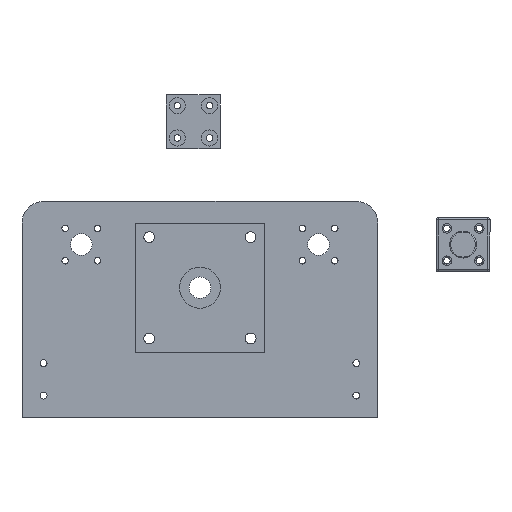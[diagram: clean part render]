
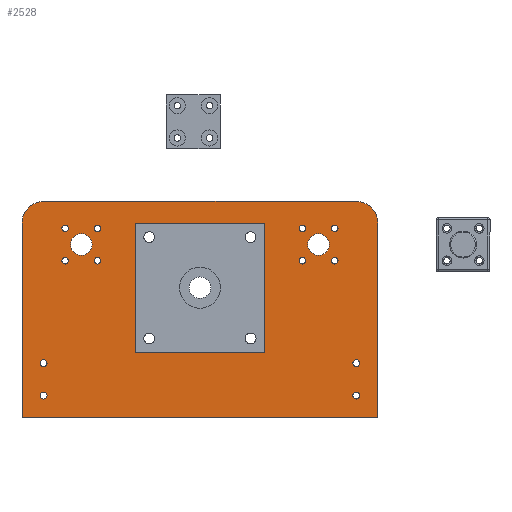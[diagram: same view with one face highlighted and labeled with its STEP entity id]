
A CAD part, front view. The second image highlights one B-rep face of the part: STEP entity #2528.
In plain terms, the highlighted planar face has unit normal (0, -1, 0).
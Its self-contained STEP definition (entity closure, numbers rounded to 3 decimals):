
#170=FACE_BOUND('',#583,.T.);
#171=FACE_BOUND('',#584,.T.);
#172=FACE_BOUND('',#585,.T.);
#173=FACE_BOUND('',#586,.T.);
#174=FACE_BOUND('',#587,.T.);
#175=FACE_BOUND('',#588,.T.);
#176=FACE_BOUND('',#589,.T.);
#177=FACE_BOUND('',#590,.T.);
#178=FACE_BOUND('',#591,.T.);
#179=FACE_BOUND('',#592,.T.);
#180=FACE_BOUND('',#593,.T.);
#181=FACE_BOUND('',#594,.T.);
#182=FACE_BOUND('',#595,.T.);
#183=FACE_BOUND('',#596,.T.);
#184=FACE_BOUND('',#597,.T.);
#185=FACE_BOUND('',#598,.T.);
#186=FACE_BOUND('',#599,.T.);
#187=FACE_BOUND('',#600,.T.);
#188=FACE_BOUND('',#601,.T.);
#239=PLANE('',#2846);
#378=FACE_OUTER_BOUND('',#582,.T.);
#582=EDGE_LOOP('',(#2227,#2228,#2229,#2230,#2231,#2232));
#583=EDGE_LOOP('',(#2233));
#584=EDGE_LOOP('',(#2234));
#585=EDGE_LOOP('',(#2235));
#586=EDGE_LOOP('',(#2236));
#587=EDGE_LOOP('',(#2237));
#588=EDGE_LOOP('',(#2238));
#589=EDGE_LOOP('',(#2239));
#590=EDGE_LOOP('',(#2240));
#591=EDGE_LOOP('',(#2241));
#592=EDGE_LOOP('',(#2242));
#593=EDGE_LOOP('',(#2243));
#594=EDGE_LOOP('',(#2244));
#595=EDGE_LOOP('',(#2245));
#596=EDGE_LOOP('',(#2246));
#597=EDGE_LOOP('',(#2247));
#598=EDGE_LOOP('',(#2248));
#599=EDGE_LOOP('',(#2249));
#600=EDGE_LOOP('',(#2250));
#601=EDGE_LOOP('',(#2251));
#752=LINE('',#5502,#908);
#758=LINE('',#5519,#914);
#760=LINE('',#5522,#916);
#761=LINE('',#5524,#917);
#908=VECTOR('',#3497,10.);
#914=VECTOR('',#3513,10.);
#916=VECTOR('',#3517,10.);
#917=VECTOR('',#3520,10.);
#1013=CIRCLE('',#2779,1.5);
#1015=CIRCLE('',#2782,1.5);
#1017=CIRCLE('',#2785,2.5);
#1019=CIRCLE('',#2788,1.6);
#1021=CIRCLE('',#2791,5.);
#1023=CIRCLE('',#2794,1.6);
#1025=CIRCLE('',#2797,2.5);
#1027=CIRCLE('',#2800,1.5);
#1029=CIRCLE('',#2803,1.5);
#1031=CIRCLE('',#2806,1.5);
#1033=CIRCLE('',#2809,1.5);
#1035=CIRCLE('',#2812,2.5);
#1037=CIRCLE('',#2815,1.6);
#1039=CIRCLE('',#2818,20.);
#1041=CIRCLE('',#2821,5.);
#1043=CIRCLE('',#2824,1.6);
#1045=CIRCLE('',#2827,2.5);
#1047=CIRCLE('',#2830,1.5);
#1049=CIRCLE('',#2833,1.5);
#1052=CIRCLE('',#2837,10.);
#1054=CIRCLE('',#2842,10.);
#1218=VERTEX_POINT('',#5375);
#1220=VERTEX_POINT('',#5381);
#1222=VERTEX_POINT('',#5387);
#1224=VERTEX_POINT('',#5393);
#1226=VERTEX_POINT('',#5399);
#1228=VERTEX_POINT('',#5405);
#1230=VERTEX_POINT('',#5411);
#1232=VERTEX_POINT('',#5417);
#1234=VERTEX_POINT('',#5423);
#1236=VERTEX_POINT('',#5429);
#1238=VERTEX_POINT('',#5435);
#1240=VERTEX_POINT('',#5441);
#1242=VERTEX_POINT('',#5447);
#1244=VERTEX_POINT('',#5453);
#1246=VERTEX_POINT('',#5459);
#1248=VERTEX_POINT('',#5465);
#1250=VERTEX_POINT('',#5471);
#1252=VERTEX_POINT('',#5477);
#1254=VERTEX_POINT('',#5483);
#1258=VERTEX_POINT('',#5492);
#1259=VERTEX_POINT('',#5494);
#1261=VERTEX_POINT('',#5500);
#1265=VERTEX_POINT('',#5512);
#1266=VERTEX_POINT('',#5514);
#1267=VERTEX_POINT('',#5518);
#1524=EDGE_CURVE('',#1218,#1218,#1013,.T.);
#1527=EDGE_CURVE('',#1220,#1220,#1015,.T.);
#1530=EDGE_CURVE('',#1222,#1222,#1017,.T.);
#1533=EDGE_CURVE('',#1224,#1224,#1019,.T.);
#1536=EDGE_CURVE('',#1226,#1226,#1021,.T.);
#1539=EDGE_CURVE('',#1228,#1228,#1023,.T.);
#1542=EDGE_CURVE('',#1230,#1230,#1025,.T.);
#1545=EDGE_CURVE('',#1232,#1232,#1027,.T.);
#1548=EDGE_CURVE('',#1234,#1234,#1029,.T.);
#1551=EDGE_CURVE('',#1236,#1236,#1031,.T.);
#1554=EDGE_CURVE('',#1238,#1238,#1033,.T.);
#1557=EDGE_CURVE('',#1240,#1240,#1035,.T.);
#1560=EDGE_CURVE('',#1242,#1242,#1037,.T.);
#1563=EDGE_CURVE('',#1244,#1244,#1039,.T.);
#1566=EDGE_CURVE('',#1246,#1246,#1041,.T.);
#1569=EDGE_CURVE('',#1248,#1248,#1043,.T.);
#1572=EDGE_CURVE('',#1250,#1250,#1045,.T.);
#1575=EDGE_CURVE('',#1252,#1252,#1047,.T.);
#1578=EDGE_CURVE('',#1254,#1254,#1049,.T.);
#1583=EDGE_CURVE('',#1258,#1259,#1052,.T.);
#1587=EDGE_CURVE('',#1261,#1258,#752,.T.);
#1593=EDGE_CURVE('',#1265,#1266,#1054,.T.);
#1595=EDGE_CURVE('',#1266,#1267,#758,.T.);
#1597=EDGE_CURVE('',#1259,#1265,#760,.T.);
#1598=EDGE_CURVE('',#1267,#1261,#761,.T.);
#2227=ORIENTED_EDGE('',*,*,#1583,.F.);
#2228=ORIENTED_EDGE('',*,*,#1587,.F.);
#2229=ORIENTED_EDGE('',*,*,#1598,.F.);
#2230=ORIENTED_EDGE('',*,*,#1595,.F.);
#2231=ORIENTED_EDGE('',*,*,#1593,.F.);
#2232=ORIENTED_EDGE('',*,*,#1597,.F.);
#2233=ORIENTED_EDGE('',*,*,#1524,.T.);
#2234=ORIENTED_EDGE('',*,*,#1527,.T.);
#2235=ORIENTED_EDGE('',*,*,#1530,.T.);
#2236=ORIENTED_EDGE('',*,*,#1533,.T.);
#2237=ORIENTED_EDGE('',*,*,#1536,.T.);
#2238=ORIENTED_EDGE('',*,*,#1539,.T.);
#2239=ORIENTED_EDGE('',*,*,#1542,.T.);
#2240=ORIENTED_EDGE('',*,*,#1545,.T.);
#2241=ORIENTED_EDGE('',*,*,#1548,.T.);
#2242=ORIENTED_EDGE('',*,*,#1551,.T.);
#2243=ORIENTED_EDGE('',*,*,#1554,.T.);
#2244=ORIENTED_EDGE('',*,*,#1557,.T.);
#2245=ORIENTED_EDGE('',*,*,#1560,.T.);
#2246=ORIENTED_EDGE('',*,*,#1563,.T.);
#2247=ORIENTED_EDGE('',*,*,#1566,.T.);
#2248=ORIENTED_EDGE('',*,*,#1569,.T.);
#2249=ORIENTED_EDGE('',*,*,#1572,.T.);
#2250=ORIENTED_EDGE('',*,*,#1575,.T.);
#2251=ORIENTED_EDGE('',*,*,#1578,.T.);
#2528=ADVANCED_FACE('',(#378,#170,#171,#172,#173,#174,#175,#176,#177,#178,
#179,#180,#181,#182,#183,#184,#185,#186,#187,#188),#239,.F.);
#2779=AXIS2_PLACEMENT_3D('',#5376,#3354,#3355);
#2782=AXIS2_PLACEMENT_3D('',#5382,#3361,#3362);
#2785=AXIS2_PLACEMENT_3D('',#5388,#3368,#3369);
#2788=AXIS2_PLACEMENT_3D('',#5394,#3375,#3376);
#2791=AXIS2_PLACEMENT_3D('',#5400,#3382,#3383);
#2794=AXIS2_PLACEMENT_3D('',#5406,#3389,#3390);
#2797=AXIS2_PLACEMENT_3D('',#5412,#3396,#3397);
#2800=AXIS2_PLACEMENT_3D('',#5418,#3403,#3404);
#2803=AXIS2_PLACEMENT_3D('',#5424,#3410,#3411);
#2806=AXIS2_PLACEMENT_3D('',#5430,#3417,#3418);
#2809=AXIS2_PLACEMENT_3D('',#5436,#3424,#3425);
#2812=AXIS2_PLACEMENT_3D('',#5442,#3431,#3432);
#2815=AXIS2_PLACEMENT_3D('',#5448,#3438,#3439);
#2818=AXIS2_PLACEMENT_3D('',#5454,#3445,#3446);
#2821=AXIS2_PLACEMENT_3D('',#5460,#3452,#3453);
#2824=AXIS2_PLACEMENT_3D('',#5466,#3459,#3460);
#2827=AXIS2_PLACEMENT_3D('',#5472,#3466,#3467);
#2830=AXIS2_PLACEMENT_3D('',#5478,#3473,#3474);
#2833=AXIS2_PLACEMENT_3D('',#5484,#3480,#3481);
#2837=AXIS2_PLACEMENT_3D('',#5495,#3490,#3491);
#2842=AXIS2_PLACEMENT_3D('',#5515,#3508,#3509);
#2846=AXIS2_PLACEMENT_3D('',#5525,#3521,#3522);
#3354=DIRECTION('center_axis',(0.,1.,0.));
#3355=DIRECTION('ref_axis',(1.,0.,0.));
#3361=DIRECTION('center_axis',(0.,1.,0.));
#3362=DIRECTION('ref_axis',(1.,0.,0.));
#3368=DIRECTION('center_axis',(0.,1.,0.));
#3369=DIRECTION('ref_axis',(1.,0.,0.));
#3375=DIRECTION('center_axis',(0.,1.,0.));
#3376=DIRECTION('ref_axis',(1.,0.,0.));
#3382=DIRECTION('center_axis',(0.,1.,0.));
#3383=DIRECTION('ref_axis',(1.,0.,0.));
#3389=DIRECTION('center_axis',(0.,1.,0.));
#3390=DIRECTION('ref_axis',(1.,0.,0.));
#3396=DIRECTION('center_axis',(0.,1.,0.));
#3397=DIRECTION('ref_axis',(1.,0.,0.));
#3403=DIRECTION('center_axis',(0.,1.,0.));
#3404=DIRECTION('ref_axis',(1.,0.,0.));
#3410=DIRECTION('center_axis',(0.,1.,0.));
#3411=DIRECTION('ref_axis',(1.,0.,0.));
#3417=DIRECTION('center_axis',(0.,1.,0.));
#3418=DIRECTION('ref_axis',(1.,0.,0.));
#3424=DIRECTION('center_axis',(0.,1.,0.));
#3425=DIRECTION('ref_axis',(1.,0.,0.));
#3431=DIRECTION('center_axis',(0.,1.,0.));
#3432=DIRECTION('ref_axis',(1.,0.,0.));
#3438=DIRECTION('center_axis',(0.,1.,0.));
#3439=DIRECTION('ref_axis',(1.,0.,0.));
#3445=DIRECTION('center_axis',(0.,1.,0.));
#3446=DIRECTION('ref_axis',(1.,0.,0.));
#3452=DIRECTION('center_axis',(0.,1.,0.));
#3453=DIRECTION('ref_axis',(1.,0.,0.));
#3459=DIRECTION('center_axis',(0.,1.,0.));
#3460=DIRECTION('ref_axis',(1.,0.,0.));
#3466=DIRECTION('center_axis',(0.,1.,0.));
#3467=DIRECTION('ref_axis',(1.,0.,0.));
#3473=DIRECTION('center_axis',(0.,1.,0.));
#3474=DIRECTION('ref_axis',(1.,0.,0.));
#3480=DIRECTION('center_axis',(0.,1.,0.));
#3481=DIRECTION('ref_axis',(1.,0.,0.));
#3490=DIRECTION('center_axis',(0.,1.,0.));
#3491=DIRECTION('ref_axis',(-0.707,0.,0.707));
#3497=DIRECTION('',(0.,0.,1.));
#3508=DIRECTION('center_axis',(0.,1.,0.));
#3509=DIRECTION('ref_axis',(0.707,0.,0.707));
#3513=DIRECTION('',(0.,0.,-1.));
#3517=DIRECTION('',(1.,0.,0.));
#3520=DIRECTION('',(-1.,0.,0.));
#3521=DIRECTION('center_axis',(0.,1.,0.));
#3522=DIRECTION('ref_axis',(1.,0.,0.));
#5375=CARTESIAN_POINT('',(46.,0.,37.5));
#5376=CARTESIAN_POINT('Origin',(47.5,0.,37.5));
#5381=CARTESIAN_POINT('',(-49.,0.,22.5));
#5382=CARTESIAN_POINT('Origin',(-47.5,0.,22.5));
#5387=CARTESIAN_POINT('',(-26.,0.,33.5));
#5388=CARTESIAN_POINT('Origin',(-23.5,0.,33.5));
#5393=CARTESIAN_POINT('',(70.9,0.,-40.));
#5394=CARTESIAN_POINT('Origin',(72.5,0.,-40.));
#5399=CARTESIAN_POINT('',(50.,0.,30.));
#5400=CARTESIAN_POINT('Origin',(55.,0.,30.));
#5405=CARTESIAN_POINT('',(70.9,0.,-25.));
#5406=CARTESIAN_POINT('Origin',(72.5,0.,-25.));
#5411=CARTESIAN_POINT('',(-26.,0.,-13.5));
#5412=CARTESIAN_POINT('Origin',(-23.5,0.,-13.5));
#5417=CARTESIAN_POINT('',(-64.,0.,22.5));
#5418=CARTESIAN_POINT('Origin',(-62.5,0.,22.5));
#5423=CARTESIAN_POINT('',(61.,0.,37.5));
#5424=CARTESIAN_POINT('Origin',(62.5,0.,37.5));
#5429=CARTESIAN_POINT('',(46.,0.,22.5));
#5430=CARTESIAN_POINT('Origin',(47.5,0.,22.5));
#5435=CARTESIAN_POINT('',(-49.,0.,37.5));
#5436=CARTESIAN_POINT('Origin',(-47.5,0.,37.5));
#5441=CARTESIAN_POINT('',(21.,0.,33.5));
#5442=CARTESIAN_POINT('Origin',(23.5,0.,33.5));
#5447=CARTESIAN_POINT('',(-74.1,0.,-40.));
#5448=CARTESIAN_POINT('Origin',(-72.5,0.,-40.));
#5453=CARTESIAN_POINT('',(-20.,0.,10.));
#5454=CARTESIAN_POINT('Origin',(0.,0.,10.));
#5459=CARTESIAN_POINT('',(-60.,0.,30.));
#5460=CARTESIAN_POINT('Origin',(-55.,0.,30.));
#5465=CARTESIAN_POINT('',(-74.1,0.,-25.));
#5466=CARTESIAN_POINT('Origin',(-72.5,0.,-25.));
#5471=CARTESIAN_POINT('',(21.,0.,-13.5));
#5472=CARTESIAN_POINT('Origin',(23.5,0.,-13.5));
#5477=CARTESIAN_POINT('',(-64.,0.,37.5));
#5478=CARTESIAN_POINT('Origin',(-62.5,0.,37.5));
#5483=CARTESIAN_POINT('',(61.,0.,22.5));
#5484=CARTESIAN_POINT('Origin',(62.5,0.,22.5));
#5492=CARTESIAN_POINT('',(-82.5,0.,40.));
#5494=CARTESIAN_POINT('',(-72.5,0.,50.));
#5495=CARTESIAN_POINT('Origin',(-72.5,0.,40.));
#5500=CARTESIAN_POINT('',(-82.5,0.,-50.));
#5502=CARTESIAN_POINT('',(-82.5,0.,-50.));
#5512=CARTESIAN_POINT('',(72.5,0.,50.));
#5514=CARTESIAN_POINT('',(82.5,0.,40.));
#5515=CARTESIAN_POINT('Origin',(72.5,0.,40.));
#5518=CARTESIAN_POINT('',(82.5,0.,-50.));
#5519=CARTESIAN_POINT('',(82.5,0.,50.));
#5522=CARTESIAN_POINT('',(-82.5,0.,50.));
#5524=CARTESIAN_POINT('',(82.5,0.,-50.));
#5525=CARTESIAN_POINT('Origin',(0.,0.,0.));
